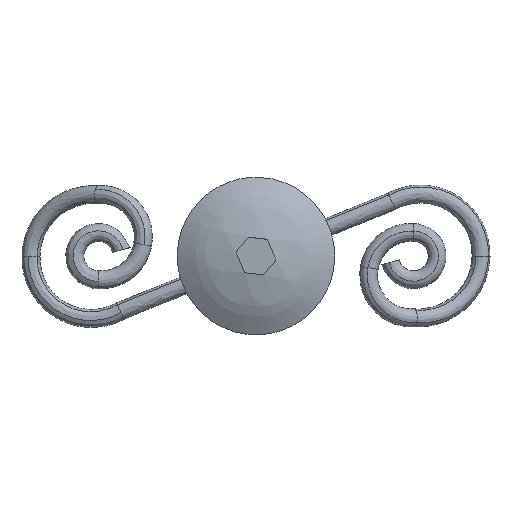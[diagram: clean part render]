
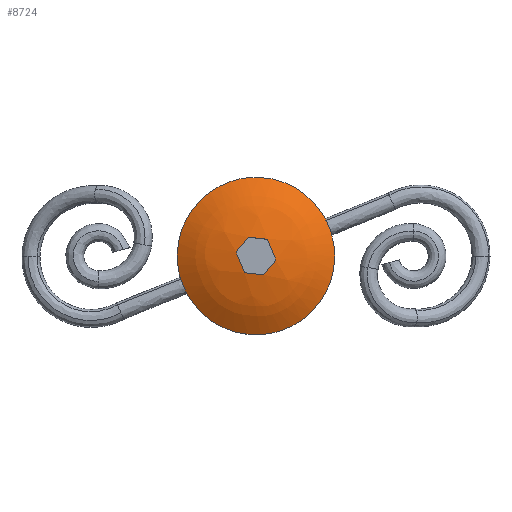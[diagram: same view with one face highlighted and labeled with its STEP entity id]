
A CAD part, top view. The second image highlights one B-rep face of the part: STEP entity #8724.
In plain terms, the highlighted free-form (B-spline) face has degree [2, 2] with [4, 4] control points.
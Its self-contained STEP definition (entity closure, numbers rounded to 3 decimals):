
#6360=CARTESIAN_POINT('',(-0.826,6.951,8.915));
#6361=VERTEX_POINT('',#6360);
#6367=CARTESIAN_POINT('',(7.,0.0,8.915));
#6368=VERTEX_POINT('',#6367);
#6369=CARTESIAN_POINT('',(-0.826,6.951,8.915));
#6370=CARTESIAN_POINT('',(-0.415,7.,8.915));
#6371=CARTESIAN_POINT('',(0.0,7.,8.915));
#6372=CARTESIAN_POINT('',(7.,7.,8.915));
#6373=CARTESIAN_POINT('',(7.,0.0,8.915));
#6381=(BOUNDED_CURVE()B_SPLINE_CURVE(2,(#6369,#6370,#6371,#6372,#6373),.UNSPECIFIED.,.F.,.U.)B_SPLINE_CURVE_WITH_KNOTS((3,2,3),(0.23,0.25,0.5),.UNSPECIFIED.)CURVE()GEOMETRIC_REPRESENTATION_ITEM()RATIONAL_B_SPLINE_CURVE((0.956,0.976,1.0,0.707,1.0))REPRESENTATION_ITEM(''));
#6382=EDGE_CURVE('',#6361,#6368,#6381,.T.);
#6384=CARTESIAN_POINT('',(0.427,-6.987,8.915));
#6385=VERTEX_POINT('',#6384);
#6386=CARTESIAN_POINT('',(7.,0.0,8.915));
#6387=CARTESIAN_POINT('',(7.,-6.585,8.915));
#6388=CARTESIAN_POINT('',(0.427,-6.987,8.915));
#6396=(BOUNDED_CURVE()B_SPLINE_CURVE(2,(#6386,#6387,#6388),.UNSPECIFIED.,.F.,.U.)B_SPLINE_CURVE_WITH_KNOTS((3,3),(0.5,0.739),.UNSPECIFIED.)CURVE()GEOMETRIC_REPRESENTATION_ITEM()RATIONAL_B_SPLINE_CURVE((1.0,0.72,0.976))REPRESENTATION_ITEM(''));
#6397=EDGE_CURVE('',#6368,#6385,#6396,.T.);
#6475=CARTESIAN_POINT('',(-7.,0.0,8.915));
#6476=VERTEX_POINT('',#6475);
#6477=CARTESIAN_POINT('',(0.427,-6.987,8.915));
#6478=CARTESIAN_POINT('',(0.214,-7.,8.915));
#6479=CARTESIAN_POINT('',(0.0,-7.,8.915));
#6480=CARTESIAN_POINT('',(-7.,-7.,8.915));
#6481=CARTESIAN_POINT('',(-7.,0.0,8.915));
#6489=(BOUNDED_CURVE()B_SPLINE_CURVE(2,(#6477,#6478,#6479,#6480,#6481),.UNSPECIFIED.,.F.,.U.)B_SPLINE_CURVE_WITH_KNOTS((3,2,3),(0.739,0.75,1.0),.UNSPECIFIED.)CURVE()GEOMETRIC_REPRESENTATION_ITEM()RATIONAL_B_SPLINE_CURVE((0.976,0.988,1.0,0.707,1.0))REPRESENTATION_ITEM(''));
#6490=EDGE_CURVE('',#6385,#6476,#6489,.T.);
#6492=CARTESIAN_POINT('',(-7.,0.0,8.915));
#6493=CARTESIAN_POINT('',(-7.,6.217,8.915));
#6494=CARTESIAN_POINT('',(-0.826,6.951,8.915));
#6502=(BOUNDED_CURVE()B_SPLINE_CURVE(2,(#6492,#6493,#6494),.UNSPECIFIED.,.F.,.U.)B_SPLINE_CURVE_WITH_KNOTS((3,3),(0.0,0.23),.UNSPECIFIED.)CURVE()GEOMETRIC_REPRESENTATION_ITEM()RATIONAL_B_SPLINE_CURVE((1.0,0.731,0.956))REPRESENTATION_ITEM(''));
#6503=EDGE_CURVE('',#6476,#6361,#6502,.T.);
#8481=CARTESIAN_POINT('',(1.764,-0.361,10.83));
#8482=VERTEX_POINT('',#8481);
#8483=CARTESIAN_POINT('',(1.018,1.484,10.83));
#8484=VERTEX_POINT('',#8483);
#8485=CARTESIAN_POINT('',(1.764,-0.361,10.83));
#8486=CARTESIAN_POINT('',(1.391,0.562,10.907));
#8487=CARTESIAN_POINT('',(1.018,1.484,10.83));
#8495=(BOUNDED_CURVE()B_SPLINE_CURVE(2,(#8485,#8486,#8487),.UNSPECIFIED.,.F.,.U.)CURVE()GEOMETRIC_REPRESENTATION_ITEM()QUASI_UNIFORM_CURVE()RATIONAL_B_SPLINE_CURVE((1.0,0.997,1.0))REPRESENTATION_ITEM(''));
#8496=EDGE_CURVE('',#8482,#8484,#8495,.T.);
#8517=CARTESIAN_POINT('',(0.674,-1.669,10.83));
#8518=VERTEX_POINT('',#8517);
#8519=CARTESIAN_POINT('',(0.674,-1.669,10.83));
#8520=CARTESIAN_POINT('',(1.219,-1.015,10.886));
#8521=CARTESIAN_POINT('',(1.764,-0.361,10.83));
#8529=(BOUNDED_CURVE()B_SPLINE_CURVE(2,(#8519,#8520,#8521),.UNSPECIFIED.,.F.,.U.)CURVE()GEOMETRIC_REPRESENTATION_ITEM()QUASI_UNIFORM_CURVE()RATIONAL_B_SPLINE_CURVE((1.0,0.998,1.0))REPRESENTATION_ITEM(''));
#8530=EDGE_CURVE('',#8518,#8482,#8529,.T.);
#8547=CARTESIAN_POINT('',(-1.018,-1.484,10.83));
#8548=VERTEX_POINT('',#8547);
#8549=CARTESIAN_POINT('',(-1.018,-1.484,10.83));
#8550=CARTESIAN_POINT('',(-0.172,-1.577,10.886));
#8551=CARTESIAN_POINT('',(0.674,-1.669,10.83));
#8559=(BOUNDED_CURVE()B_SPLINE_CURVE(2,(#8549,#8550,#8551),.UNSPECIFIED.,.F.,.U.)CURVE()GEOMETRIC_REPRESENTATION_ITEM()QUASI_UNIFORM_CURVE()RATIONAL_B_SPLINE_CURVE((1.0,0.998,1.0))REPRESENTATION_ITEM(''));
#8560=EDGE_CURVE('',#8548,#8518,#8559,.T.);
#8577=CARTESIAN_POINT('',(-1.763,0.361,10.83));
#8578=VERTEX_POINT('',#8577);
#8579=CARTESIAN_POINT('',(-1.763,0.361,10.83));
#8580=CARTESIAN_POINT('',(-1.391,-0.562,10.907));
#8581=CARTESIAN_POINT('',(-1.018,-1.484,10.83));
#8589=(BOUNDED_CURVE()B_SPLINE_CURVE(2,(#8579,#8580,#8581),.UNSPECIFIED.,.F.,.U.)CURVE()GEOMETRIC_REPRESENTATION_ITEM()QUASI_UNIFORM_CURVE()RATIONAL_B_SPLINE_CURVE((1.0,0.997,1.0))REPRESENTATION_ITEM(''));
#8590=EDGE_CURVE('',#8578,#8548,#8589,.T.);
#8607=CARTESIAN_POINT('',(-0.674,1.669,10.83));
#8608=VERTEX_POINT('',#8607);
#8609=CARTESIAN_POINT('',(-0.674,1.669,10.83));
#8610=CARTESIAN_POINT('',(-1.219,1.015,10.886));
#8611=CARTESIAN_POINT('',(-1.763,0.361,10.83));
#8619=(BOUNDED_CURVE()B_SPLINE_CURVE(2,(#8609,#8610,#8611),.UNSPECIFIED.,.F.,.U.)CURVE()GEOMETRIC_REPRESENTATION_ITEM()QUASI_UNIFORM_CURVE()RATIONAL_B_SPLINE_CURVE((1.0,0.998,1.0))REPRESENTATION_ITEM(''));
#8620=EDGE_CURVE('',#8608,#8578,#8619,.T.);
#8637=CARTESIAN_POINT('',(1.018,1.484,10.83));
#8638=CARTESIAN_POINT('',(0.172,1.577,10.886));
#8639=CARTESIAN_POINT('',(-0.674,1.669,10.83));
#8647=(BOUNDED_CURVE()B_SPLINE_CURVE(2,(#8637,#8638,#8639),.UNSPECIFIED.,.F.,.U.)CURVE()GEOMETRIC_REPRESENTATION_ITEM()QUASI_UNIFORM_CURVE()RATIONAL_B_SPLINE_CURVE((1.0,0.998,1.0))REPRESENTATION_ITEM(''));
#8648=EDGE_CURVE('',#8484,#8608,#8647,.T.);
#8686=CARTESIAN_POINT('',(-6.929,-6.929,6.513));
#8687=CARTESIAN_POINT('',(-3.787,-7.575,8.527));
#8688=CARTESIAN_POINT('',(3.787,-7.575,8.527));
#8689=CARTESIAN_POINT('',(6.929,-6.929,6.513));
#8690=CARTESIAN_POINT('',(-7.575,-3.787,8.527));
#8691=CARTESIAN_POINT('',(-4.177,-4.177,10.955));
#8692=CARTESIAN_POINT('',(4.177,-4.177,10.955));
#8693=CARTESIAN_POINT('',(7.575,-3.787,8.527));
#8694=CARTESIAN_POINT('',(-7.575,3.787,8.527));
#8695=CARTESIAN_POINT('',(-4.177,4.177,10.955));
#8696=CARTESIAN_POINT('',(4.177,4.177,10.955));
#8697=CARTESIAN_POINT('',(7.575,3.787,8.527));
#8698=CARTESIAN_POINT('',(-6.929,6.929,6.513));
#8699=CARTESIAN_POINT('',(-3.787,7.575,8.527));
#8700=CARTESIAN_POINT('',(3.787,7.575,8.527));
#8701=CARTESIAN_POINT('',(6.929,6.929,6.513));
#8709=(BOUNDED_SURFACE()B_SPLINE_SURFACE(2,2,((#8686,#8690,#8694,#8698),(#8687,#8691,#8695,#8699),(#8688,#8692,#8696,#8700),(#8689,#8693,#8697,#8701)),.UNSPECIFIED.,.F.,.F.,.U.)B_SPLINE_SURFACE_WITH_KNOTS((3,1,3),(3,1,3),(0.0,7.945,15.89),(0.0,7.945,15.89),.UNSPECIFIED.)GEOMETRIC_REPRESENTATION_ITEM()RATIONAL_B_SPLINE_SURFACE(((1.205,1.103,1.103,1.205),(1.103,1.0,1.0,1.103),(1.103,1.0,1.0,1.103),(1.205,1.103,1.103,1.205)))REPRESENTATION_ITEM('')SURFACE());
#8710=ORIENTED_EDGE('',*,*,#6490,.F.);
#8711=ORIENTED_EDGE('',*,*,#6397,.F.);
#8712=ORIENTED_EDGE('',*,*,#6382,.F.);
#8713=ORIENTED_EDGE('',*,*,#6503,.F.);
#8714=EDGE_LOOP('',(#8710,#8711,#8712,#8713));
#8715=FACE_OUTER_BOUND('',#8714,.T.);
#8716=ORIENTED_EDGE('',*,*,#8648,.F.);
#8717=ORIENTED_EDGE('',*,*,#8496,.F.);
#8718=ORIENTED_EDGE('',*,*,#8530,.F.);
#8719=ORIENTED_EDGE('',*,*,#8560,.F.);
#8720=ORIENTED_EDGE('',*,*,#8590,.F.);
#8721=ORIENTED_EDGE('',*,*,#8620,.F.);
#8722=EDGE_LOOP('',(#8716,#8717,#8718,#8719,#8720,#8721));
#8723=FACE_BOUND('',#8722,.T.);
#8724=ADVANCED_FACE('',(#8715,#8723),#8709,.T.);
